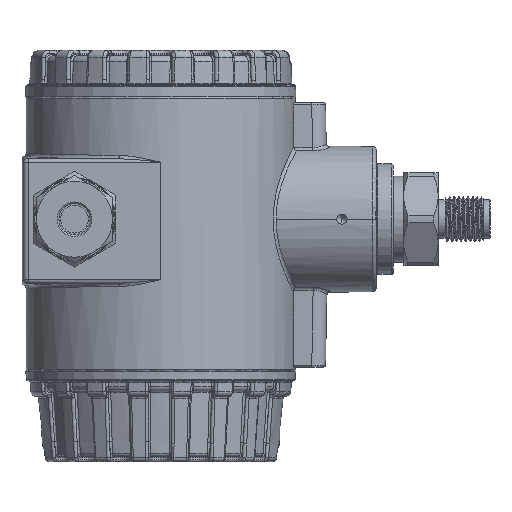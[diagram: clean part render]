
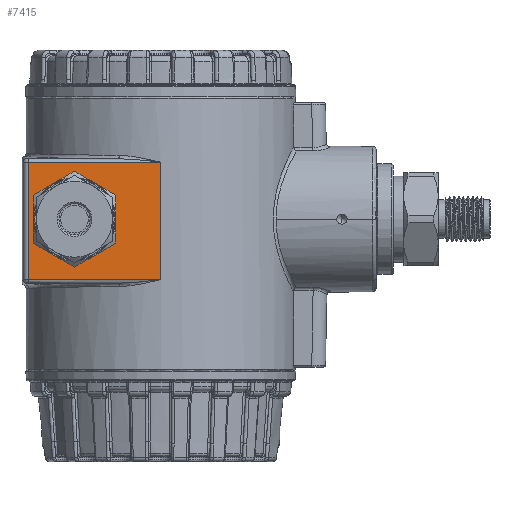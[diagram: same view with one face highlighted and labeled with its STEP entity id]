
A CAD part, left-side view. The second image highlights one B-rep face of the part: STEP entity #7415.
In plain terms, the highlighted planar face has unit normal (-1, 0, 0).
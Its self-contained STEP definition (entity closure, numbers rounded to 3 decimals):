
#5501=CIRCLE('',#42347,9.353);
#5502=CIRCLE('',#42349,9.353);
#7415=ADVANCED_FACE('',(#10613,#10614),#9742,.F.);
#9742=PLANE('',#42351);
#10613=FACE_BOUND('',#10930,.T.);
#10614=FACE_BOUND('',#10931,.T.);
#10930=EDGE_LOOP('',(#19330,#19331,#19332,#19333));
#10931=EDGE_LOOP('',(#19334,#19335));
#13350=LINE('',#56732,#15935);
#13442=LINE('',#60481,#16027);
#13443=LINE('',#60483,#16028);
#13444=LINE('',#60485,#16029);
#15935=VECTOR('',#45769,1.);
#16027=VECTOR('',#46181,1.);
#16028=VECTOR('',#46182,1.);
#16029=VECTOR('',#46183,1.);
#19330=ORIENTED_EDGE('',*,*,#34925,.F.);
#19331=ORIENTED_EDGE('',*,*,#34926,.F.);
#19332=ORIENTED_EDGE('',*,*,#34927,.F.);
#19333=ORIENTED_EDGE('',*,*,#34615,.F.);
#19334=ORIENTED_EDGE('',*,*,#34922,.T.);
#19335=ORIENTED_EDGE('',*,*,#34924,.T.);
#30834=VERTEX_POINT('',#56731);
#30835=VERTEX_POINT('',#56733);
#31027=VERTEX_POINT('',#60474);
#31028=VERTEX_POINT('',#60476);
#31029=VERTEX_POINT('',#60482);
#31030=VERTEX_POINT('',#60484);
#34615=EDGE_CURVE('',#30834,#30835,#13350,.T.);
#34922=EDGE_CURVE('',#31028,#31027,#5501,.T.);
#34924=EDGE_CURVE('',#31027,#31028,#5502,.T.);
#34925=EDGE_CURVE('',#31029,#30834,#13442,.T.);
#34926=EDGE_CURVE('',#31030,#31029,#13443,.T.);
#34927=EDGE_CURVE('',#30835,#31030,#13444,.T.);
#42347=AXIS2_PLACEMENT_3D('',#60475,#46172,#46173);
#42349=AXIS2_PLACEMENT_3D('',#60479,#46177,#46178);
#42351=AXIS2_PLACEMENT_3D('',#60486,#46184,#46185);
#45769=DIRECTION('',(0.,0.,-1.));
#46172=DIRECTION('',(1.,0.,0.));
#46173=DIRECTION('',(0.,0.,1.));
#46177=DIRECTION('',(1.,0.,0.));
#46178=DIRECTION('',(0.,0.,-1.));
#46181=DIRECTION('',(0.,-1.,0.));
#46182=DIRECTION('',(0.,0.,1.));
#46183=DIRECTION('',(0.,1.,0.));
#46184=DIRECTION('',(1.,0.,0.));
#46185=DIRECTION('',(0.,0.,1.));
#56731=CARTESIAN_POINT('',(-39.,0.,481.424));
#56732=CARTESIAN_POINT('',(-39.,0.,481.424));
#56733=CARTESIAN_POINT('',(-39.,0.,447.38));
#60474=CARTESIAN_POINT('',(-39.,24.989,455.552));
#60475=CARTESIAN_POINT('',(-39.,24.989,464.905));
#60476=CARTESIAN_POINT('',(-39.,24.989,474.258));
#60479=CARTESIAN_POINT('',(-39.,24.989,464.905));
#60481=CARTESIAN_POINT('',(-39.,38.355,481.424));
#60482=CARTESIAN_POINT('',(-39.,38.355,481.424));
#60483=CARTESIAN_POINT('',(-39.,38.355,447.38));
#60484=CARTESIAN_POINT('',(-39.,38.355,447.38));
#60485=CARTESIAN_POINT('',(-39.,0.,447.38));
#60486=CARTESIAN_POINT('',(-39.,22.075,464.502));
